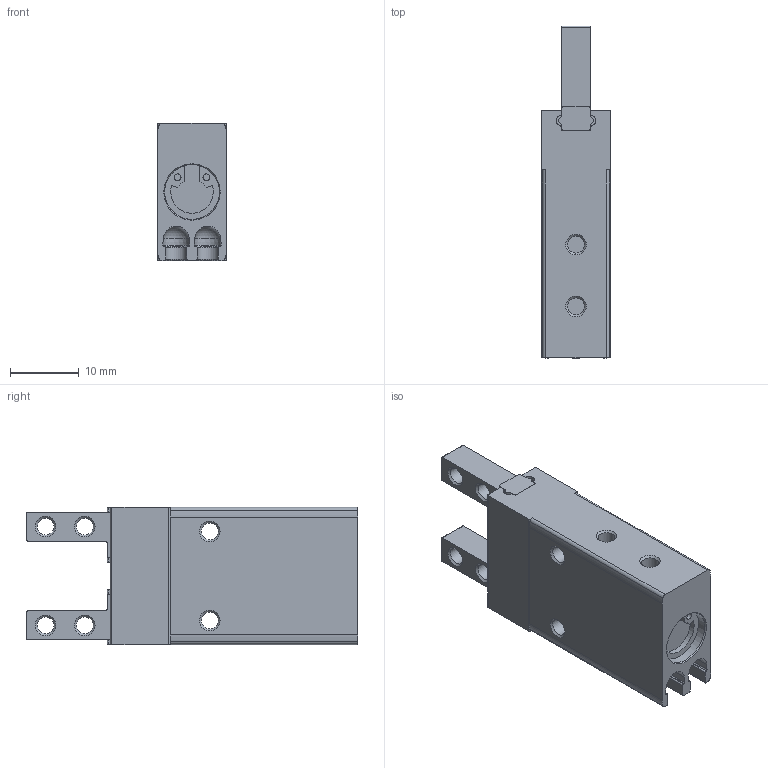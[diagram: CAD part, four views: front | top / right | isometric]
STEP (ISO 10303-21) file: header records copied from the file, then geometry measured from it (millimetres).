
FILE_DESCRIPTION(/* description */ ('STEP AP214'),/* implementation_level */ '2;1');
FILE_NAME(/* name */ '8116736_DHPC-6-A-S-1',/* time_stamp */ '2024-08-19T19:19:13+02:00',/* author */ ('License CC BY-ND 4.0'),/* organization */ ('CADENAS'),/* preprocessor_version */ 'ST-DEVELOPER v19.3',/* originating_system */ 'PARTsolutions',/* authorisation */ ' ');
FILE_SCHEMA (('AUTOMOTIVE_DESIGN {1 0 10303 214 3 1 1}'));
Length unit declared in the file: millimetre
Products named in the file (3): 8116736 DHPC-6-A-S-1---(1high); 8116728 DHPC-6-A-S-1---(highG); 8105682 DHPC-6-A-1---(high)
Assembly tree (3 placements, depth 2):
  8116736 DHPC-6-A-S-1---(1high)
    8116728 DHPC-6-A-S-1---(highG)
    8105682 DHPC-6-A-1---(high)  x2
Bounding box: 10 x 48.4 x 20 mm (x, y, z)
Volume: 6649.6 mm3; surface area: 4147.3 mm2
Topology: 3 solids, 3 shells, 253 faces, 675 edges, 437 vertices
Faces by surface type: plane 123, cylinder 103, cone 19, torus 6, sphere 2
Full cylindrical faces by diameter (mm): 1 x2, 1.567 x2, 2.459 x8, 8 x1
Entity records: 5688 total; most frequent: DIRECTION 1021, CARTESIAN_POINT 960, ORIENTED_EDGE 918, EDGE_CURVE 459, AXIS2_PLACEMENT_3D 371, VERTEX_POINT 310, LINE 279, VECTOR 279
